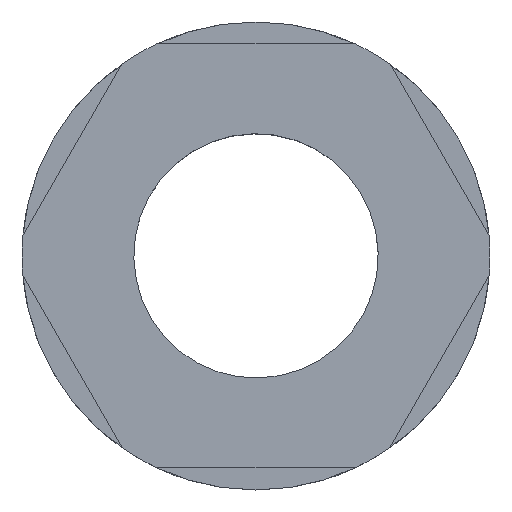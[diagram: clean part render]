
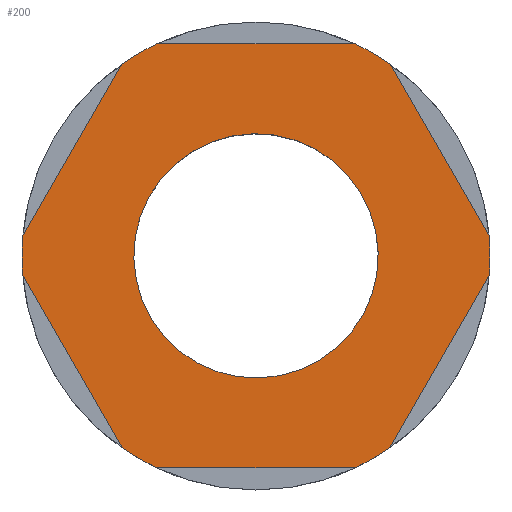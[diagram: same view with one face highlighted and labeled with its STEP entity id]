
A CAD part, top view. The second image highlights one B-rep face of the part: STEP entity #200.
In plain terms, the highlighted planar face has unit normal (0, 0, 1).
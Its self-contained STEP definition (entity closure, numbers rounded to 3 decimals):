
#62=AXIS2_PLACEMENT_3D('Circle Axis2P3D',#60,#61,$) ;
#75=AXIS2_PLACEMENT_3D('Plane Axis2P3D',#72,#73,#74) ;
#79=AXIS2_PLACEMENT_3D('Circle Axis2P3D',#77,#78,$) ;
#95=AXIS2_PLACEMENT_3D('Circle Axis2P3D',#93,#94,$) ;
#109=AXIS2_PLACEMENT_3D('Circle Axis2P3D',#107,#108,$) ;
#116=AXIS2_PLACEMENT_3D('Circle Axis2P3D',#114,#115,$) ;
#130=AXIS2_PLACEMENT_3D('Circle Axis2P3D',#128,#129,$) ;
#144=AXIS2_PLACEMENT_3D('Circle Axis2P3D',#142,#143,$) ;
#158=AXIS2_PLACEMENT_3D('Circle Axis2P3D',#156,#157,$) ;
#165=AXIS2_PLACEMENT_3D('Circle Axis2P3D',#163,#164,$) ;
#193=AXIS2_PLACEMENT_3D('Circle Axis2P3D',#191,#192,$) ;
#43=CARTESIAN_POINT('Vertex',(5.385,12.428,5.)) ;
#57=CARTESIAN_POINT('Vertex',(14.495,7.452,5.)) ;
#60=CARTESIAN_POINT('Axis2P3D Location',(9.94,9.94,5.)) ;
#72=CARTESIAN_POINT('Axis2P3D Location',(9.94,9.94,5.)) ;
#77=CARTESIAN_POINT('Axis2P3D Location',(9.94,9.94,5.)) ;
#81=CARTESIAN_POINT('Vertex',(15.625,18.094,5.)) ;
#83=CARTESIAN_POINT('Vertex',(14.159,18.94,5.)) ;
#86=CARTESIAN_POINT('Line Origine',(9.94,18.94,5.)) ;
#90=CARTESIAN_POINT('Vertex',(5.721,18.94,5.)) ;
#93=CARTESIAN_POINT('Axis2P3D Location',(9.94,9.94,5.)) ;
#97=CARTESIAN_POINT('Vertex',(4.255,18.094,5.)) ;
#100=CARTESIAN_POINT('Line Origine',(2.146,14.44,5.)) ;
#104=CARTESIAN_POINT('Vertex',(0.036,10.786,5.)) ;
#107=CARTESIAN_POINT('Axis2P3D Location',(9.94,9.94,5.)) ;
#111=CARTESIAN_POINT('Vertex',(0.,9.94,5.)) ;
#114=CARTESIAN_POINT('Axis2P3D Location',(9.94,9.94,5.)) ;
#118=CARTESIAN_POINT('Vertex',(0.036,9.094,5.)) ;
#121=CARTESIAN_POINT('Line Origine',(2.146,5.44,5.)) ;
#125=CARTESIAN_POINT('Vertex',(4.255,1.786,5.)) ;
#128=CARTESIAN_POINT('Axis2P3D Location',(9.94,9.94,5.)) ;
#132=CARTESIAN_POINT('Vertex',(5.721,0.94,5.)) ;
#135=CARTESIAN_POINT('Line Origine',(9.94,0.94,5.)) ;
#139=CARTESIAN_POINT('Vertex',(14.159,0.94,5.)) ;
#142=CARTESIAN_POINT('Axis2P3D Location',(9.94,9.94,5.)) ;
#146=CARTESIAN_POINT('Vertex',(15.625,1.786,5.)) ;
#149=CARTESIAN_POINT('Line Origine',(17.734,5.44,5.)) ;
#153=CARTESIAN_POINT('Vertex',(19.844,9.094,5.)) ;
#156=CARTESIAN_POINT('Axis2P3D Location',(9.94,9.94,5.)) ;
#160=CARTESIAN_POINT('Vertex',(19.88,9.94,5.)) ;
#163=CARTESIAN_POINT('Axis2P3D Location',(9.94,9.94,5.)) ;
#167=CARTESIAN_POINT('Vertex',(19.844,10.786,5.)) ;
#170=CARTESIAN_POINT('Line Origine',(17.734,14.44,5.)) ;
#191=CARTESIAN_POINT('Axis2P3D Location',(9.94,9.94,5.)) ;
#61=DIRECTION('Axis2P3D Direction',(0.,0.,-1.)) ;
#73=DIRECTION('Axis2P3D Direction',(0.,0.,1.)) ;
#74=DIRECTION('Axis2P3D XDirection',(1.,0.,0.)) ;
#78=DIRECTION('Axis2P3D Direction',(0.,0.,1.)) ;
#87=DIRECTION('Vector Direction',(-1.,0.,0.)) ;
#94=DIRECTION('Axis2P3D Direction',(0.,0.,1.)) ;
#101=DIRECTION('Vector Direction',(-0.5,-0.866,0.)) ;
#108=DIRECTION('Axis2P3D Direction',(0.,0.,1.)) ;
#115=DIRECTION('Axis2P3D Direction',(0.,0.,1.)) ;
#122=DIRECTION('Vector Direction',(0.5,-0.866,0.)) ;
#129=DIRECTION('Axis2P3D Direction',(0.,0.,1.)) ;
#136=DIRECTION('Vector Direction',(1.,0.,0.)) ;
#143=DIRECTION('Axis2P3D Direction',(0.,0.,1.)) ;
#150=DIRECTION('Vector Direction',(0.5,0.866,0.)) ;
#157=DIRECTION('Axis2P3D Direction',(0.,0.,1.)) ;
#164=DIRECTION('Axis2P3D Direction',(0.,0.,1.)) ;
#171=DIRECTION('Vector Direction',(-0.5,0.866,0.)) ;
#192=DIRECTION('Axis2P3D Direction',(0.,0.,1.)) ;
#88=VECTOR('Line Direction',#87,1.) ;
#102=VECTOR('Line Direction',#101,1.) ;
#123=VECTOR('Line Direction',#122,1.) ;
#137=VECTOR('Line Direction',#136,1.) ;
#151=VECTOR('Line Direction',#150,1.) ;
#172=VECTOR('Line Direction',#171,1.) ;
#176=ORIENTED_EDGE('',*,*,#85,.T.) ;
#177=ORIENTED_EDGE('',*,*,#92,.T.) ;
#178=ORIENTED_EDGE('',*,*,#99,.T.) ;
#179=ORIENTED_EDGE('',*,*,#106,.T.) ;
#180=ORIENTED_EDGE('',*,*,#113,.T.) ;
#181=ORIENTED_EDGE('',*,*,#120,.T.) ;
#182=ORIENTED_EDGE('',*,*,#127,.T.) ;
#183=ORIENTED_EDGE('',*,*,#134,.T.) ;
#184=ORIENTED_EDGE('',*,*,#141,.T.) ;
#185=ORIENTED_EDGE('',*,*,#148,.T.) ;
#186=ORIENTED_EDGE('',*,*,#155,.T.) ;
#187=ORIENTED_EDGE('',*,*,#162,.T.) ;
#188=ORIENTED_EDGE('',*,*,#169,.T.) ;
#189=ORIENTED_EDGE('',*,*,#174,.T.) ;
#197=ORIENTED_EDGE('',*,*,#195,.F.) ;
#198=ORIENTED_EDGE('',*,*,#64,.F.) ;
#199=FACE_BOUND('',#196,.T.) ;
#200=ADVANCED_FACE('K\X2\00F6\X0\rper.3',(#190,#199),#76,.T.) ;
#63=CIRCLE('generated circle',#62,5.19) ;
#80=CIRCLE('generated circle',#79,9.94) ;
#96=CIRCLE('generated circle',#95,9.94) ;
#110=CIRCLE('generated circle',#109,9.94) ;
#117=CIRCLE('generated circle',#116,9.94) ;
#131=CIRCLE('generated circle',#130,9.94) ;
#145=CIRCLE('generated circle',#144,9.94) ;
#159=CIRCLE('generated circle',#158,9.94) ;
#166=CIRCLE('generated circle',#165,9.94) ;
#194=CIRCLE('generated circle',#193,5.19) ;
#64=EDGE_CURVE('',#58,#44,#63,.F.) ;
#85=EDGE_CURVE('',#82,#84,#80,.T.) ;
#92=EDGE_CURVE('',#84,#91,#89,.T.) ;
#99=EDGE_CURVE('',#91,#98,#96,.T.) ;
#106=EDGE_CURVE('',#98,#105,#103,.T.) ;
#113=EDGE_CURVE('',#105,#112,#110,.T.) ;
#120=EDGE_CURVE('',#112,#119,#117,.T.) ;
#127=EDGE_CURVE('',#119,#126,#124,.T.) ;
#134=EDGE_CURVE('',#126,#133,#131,.T.) ;
#141=EDGE_CURVE('',#133,#140,#138,.T.) ;
#148=EDGE_CURVE('',#140,#147,#145,.T.) ;
#155=EDGE_CURVE('',#147,#154,#152,.T.) ;
#162=EDGE_CURVE('',#154,#161,#159,.T.) ;
#169=EDGE_CURVE('',#161,#168,#166,.T.) ;
#174=EDGE_CURVE('',#168,#82,#173,.T.) ;
#195=EDGE_CURVE('',#44,#58,#194,.T.) ;
#175=EDGE_LOOP('',(#176,#177,#178,#179,#180,#181,#182,#183,#184,#185,#186,#187,#188,#189)) ;
#196=EDGE_LOOP('',(#197,#198)) ;
#190=FACE_OUTER_BOUND('',#175,.T.) ;
#89=LINE('Line',#86,#88) ;
#103=LINE('Line',#100,#102) ;
#124=LINE('Line',#121,#123) ;
#138=LINE('Line',#135,#137) ;
#152=LINE('Line',#149,#151) ;
#173=LINE('Line',#170,#172) ;
#76=PLANE('',#75) ;
#44=VERTEX_POINT('',#43) ;
#58=VERTEX_POINT('',#57) ;
#82=VERTEX_POINT('',#81) ;
#84=VERTEX_POINT('',#83) ;
#91=VERTEX_POINT('',#90) ;
#98=VERTEX_POINT('',#97) ;
#105=VERTEX_POINT('',#104) ;
#112=VERTEX_POINT('',#111) ;
#119=VERTEX_POINT('',#118) ;
#126=VERTEX_POINT('',#125) ;
#133=VERTEX_POINT('',#132) ;
#140=VERTEX_POINT('',#139) ;
#147=VERTEX_POINT('',#146) ;
#154=VERTEX_POINT('',#153) ;
#161=VERTEX_POINT('',#160) ;
#168=VERTEX_POINT('',#167) ;
